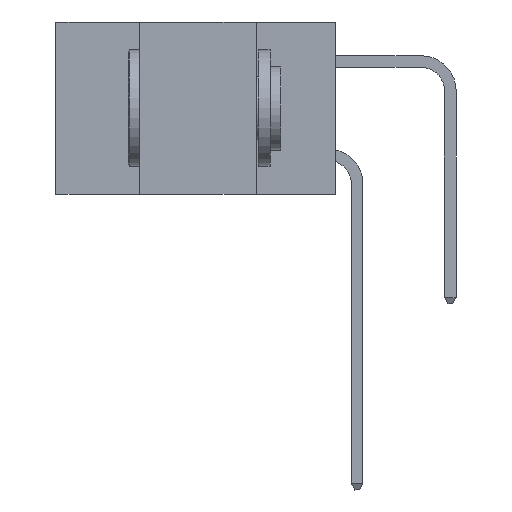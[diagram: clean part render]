
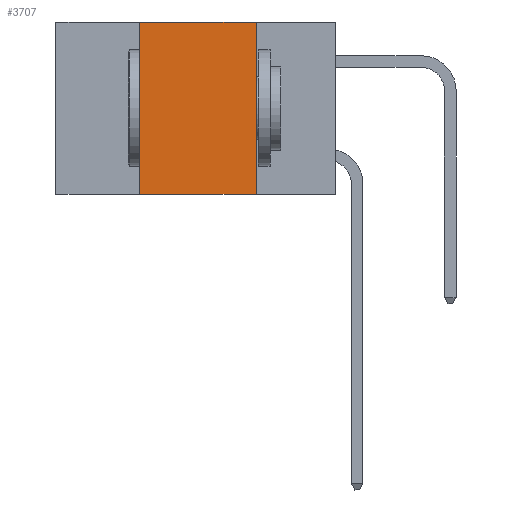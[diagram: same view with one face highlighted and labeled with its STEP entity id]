
A CAD part, left-side view. The second image highlights one B-rep face of the part: STEP entity #3707.
In plain terms, the highlighted planar face has unit normal (-1, 0, 0).
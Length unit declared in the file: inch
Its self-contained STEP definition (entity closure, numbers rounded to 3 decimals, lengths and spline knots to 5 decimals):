
#407 = CARTESIAN_POINT ( 'NONE',  ( 0., 0.42, 0. ) ) ;
#599 = FACE_OUTER_BOUND ( 'NONE', #4365, .T. ) ;
#750 = LINE ( 'NONE', #15892, #2573 ) ;
#906 = LINE ( 'NONE', #12083, #10819 ) ;
#1230 = CARTESIAN_POINT ( 'NONE',  ( 0., 0.17, 0. ) ) ;
#1754 = VECTOR ( 'NONE', #3558, 39.37008 ) ;
#2197 = DIRECTION ( 'NONE',  ( 1., 0., 0. ) ) ;
#2573 = VECTOR ( 'NONE', #9733, 39.37008 ) ;
#2942 = EDGE_CURVE ( 'NONE', #9897, #18436, #3347, .T. ) ;
#3066 = CARTESIAN_POINT ( 'NONE',  ( 0., 0.42, -0.37 ) ) ;
#3123 = VECTOR ( 'NONE', #14490, 39.37008 ) ;
#3347 = LINE ( 'NONE', #4011, #3123 ) ;
#3385 = DIRECTION ( 'NONE',  ( 0., -1., 0. ) ) ;
#3558 = DIRECTION ( 'NONE',  ( 0., -1., 0. ) ) ;
#3676 = ORIENTED_EDGE ( 'NONE', *, *, #16766, .T. ) ;
#3707 = ADVANCED_FACE ( 'NONE', ( #599 ), #5049, .F. ) ;
#4011 = CARTESIAN_POINT ( 'NONE',  ( 0., 0.42, 0. ) ) ;
#4049 = ORIENTED_EDGE ( 'NONE', *, *, #18714, .F. ) ;
#4365 = EDGE_LOOP ( 'NONE', ( #4049, #17382, #11136, #3676 ) ) ;
#5049 = PLANE ( 'NONE',  #18589 ) ;
#8276 = CARTESIAN_POINT ( 'NONE',  ( 0., 0.6, -0.37 ) ) ;
#8382 = VERTEX_POINT ( 'NONE', #19117 ) ;
#9607 = LINE ( 'NONE', #8276, #1754 ) ;
#9733 = DIRECTION ( 'NONE',  ( 0., 0., -1. ) ) ;
#9897 = VERTEX_POINT ( 'NONE', #3066 ) ;
#10819 = VECTOR ( 'NONE', #3385, 39.37008 ) ;
#11136 = ORIENTED_EDGE ( 'NONE', *, *, #2942, .F. ) ;
#12083 = CARTESIAN_POINT ( 'NONE',  ( 0., 0.6, 0. ) ) ;
#14490 = DIRECTION ( 'NONE',  ( 0., 0., 1. ) ) ;
#15034 = VERTEX_POINT ( 'NONE', #1230 ) ;
#15505 = DIRECTION ( 'NONE',  ( 0., 0., -1. ) ) ;
#15793 = EDGE_CURVE ( 'NONE', #18436, #15034, #906, .T. ) ;
#15892 = CARTESIAN_POINT ( 'NONE',  ( 0., 0.17, 0. ) ) ;
#16766 = EDGE_CURVE ( 'NONE', #9897, #8382, #9607, .T. ) ;
#16851 = CARTESIAN_POINT ( 'NONE',  ( 0., 0.6, 0. ) ) ;
#17382 = ORIENTED_EDGE ( 'NONE', *, *, #15793, .F. ) ;
#18436 = VERTEX_POINT ( 'NONE', #407 ) ;
#18589 = AXIS2_PLACEMENT_3D ( 'NONE', #16851, #2197, #15505 ) ;
#18714 = EDGE_CURVE ( 'NONE', #15034, #8382, #750, .T. ) ;
#19117 = CARTESIAN_POINT ( 'NONE',  ( 0., 0.17, -0.37 ) ) ;
